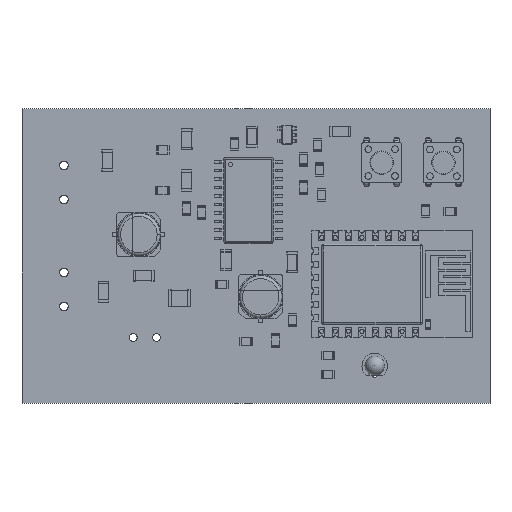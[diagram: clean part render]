
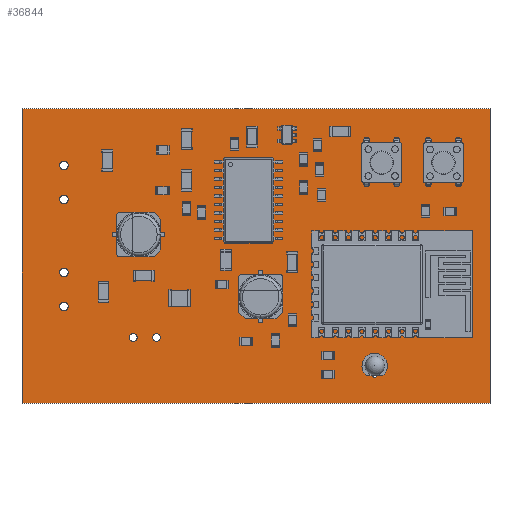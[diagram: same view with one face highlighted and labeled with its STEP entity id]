
A CAD part, top view. The second image highlights one B-rep face of the part: STEP entity #36844.
In plain terms, the highlighted planar face has unit normal (0, 0, 1).
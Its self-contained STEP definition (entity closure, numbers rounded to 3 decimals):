
#36556 = VERTEX_POINT('',#36557);
#36557 = CARTESIAN_POINT('',(210.793,-111.742,1.6));
#36563 = EDGE_CURVE('',#36556,#36564,#36566,.T.);
#36564 = VERTEX_POINT('',#36565);
#36565 = CARTESIAN_POINT('',(140.793,-111.742,1.6));
#36566 = LINE('',#36567,#36568);
#36567 = CARTESIAN_POINT('',(210.793,-111.742,1.6));
#36568 = VECTOR('',#36569,1.);
#36569 = DIRECTION('',(-1.,0.,0.));
#36596 = VERTEX_POINT('',#36597);
#36597 = CARTESIAN_POINT('',(210.793,-67.742,1.6));
#36603 = EDGE_CURVE('',#36596,#36556,#36604,.T.);
#36604 = LINE('',#36605,#36606);
#36605 = CARTESIAN_POINT('',(210.793,-67.742,1.6));
#36606 = VECTOR('',#36607,1.);
#36607 = DIRECTION('',(0.,-1.,0.));
#36625 = EDGE_CURVE('',#36564,#36626,#36628,.T.);
#36626 = VERTEX_POINT('',#36627);
#36627 = CARTESIAN_POINT('',(140.793,-67.742,1.6));
#36628 = LINE('',#36629,#36630);
#36629 = CARTESIAN_POINT('',(140.793,-111.742,1.6));
#36630 = VECTOR('',#36631,1.);
#36631 = DIRECTION('',(0.,1.,0.));
#36844 = ADVANCED_FACE('',(#36845,#36856,#36867,#36878,#36889,#36900,
    #36911,#36922,#36933,#36944,#36955,#36966,#36977,#36988,#36999,
    #37010,#37021),#37032,.T.);
#36845 = FACE_BOUND('',#36846,.T.);
#36846 = EDGE_LOOP('',(#36847,#36848,#36849,#36855));
#36847 = ORIENTED_EDGE('',*,*,#36563,.F.);
#36848 = ORIENTED_EDGE('',*,*,#36603,.F.);
#36849 = ORIENTED_EDGE('',*,*,#36850,.F.);
#36850 = EDGE_CURVE('',#36626,#36596,#36851,.T.);
#36851 = LINE('',#36852,#36853);
#36852 = CARTESIAN_POINT('',(140.793,-67.742,1.6));
#36853 = VECTOR('',#36854,1.);
#36854 = DIRECTION('',(1.,0.,0.));
#36855 = ORIENTED_EDGE('',*,*,#36625,.F.);
#36856 = FACE_BOUND('',#36857,.T.);
#36857 = EDGE_LOOP('',(#36858));
#36858 = ORIENTED_EDGE('',*,*,#36859,.T.);
#36859 = EDGE_CURVE('',#36860,#36860,#36862,.T.);
#36860 = VERTEX_POINT('',#36861);
#36861 = CARTESIAN_POINT('',(157.409,-102.53,1.6));
#36862 = CIRCLE('',#36863,0.6);
#36863 = AXIS2_PLACEMENT_3D('',#36864,#36865,#36866);
#36864 = CARTESIAN_POINT('',(157.409,-101.93,1.6));
#36865 = DIRECTION('',(-0.,0.,-1.));
#36866 = DIRECTION('',(-0.,-1.,0.));
#36867 = FACE_BOUND('',#36868,.T.);
#36868 = EDGE_LOOP('',(#36869));
#36869 = ORIENTED_EDGE('',*,*,#36870,.T.);
#36870 = EDGE_CURVE('',#36871,#36871,#36873,.T.);
#36871 = VERTEX_POINT('',#36872);
#36872 = CARTESIAN_POINT('',(160.909,-102.53,1.6));
#36873 = CIRCLE('',#36874,0.6);
#36874 = AXIS2_PLACEMENT_3D('',#36875,#36876,#36877);
#36875 = CARTESIAN_POINT('',(160.909,-101.93,1.6));
#36876 = DIRECTION('',(-0.,0.,-1.));
#36877 = DIRECTION('',(-0.,-1.,0.));
#36878 = FACE_BOUND('',#36879,.T.);
#36879 = EDGE_LOOP('',(#36880));
#36880 = ORIENTED_EDGE('',*,*,#36881,.T.);
#36881 = EDGE_CURVE('',#36882,#36882,#36884,.T.);
#36882 = VERTEX_POINT('',#36883);
#36883 = CARTESIAN_POINT('',(147.061,-97.927,1.6));
#36884 = CIRCLE('',#36885,0.65);
#36885 = AXIS2_PLACEMENT_3D('',#36886,#36887,#36888);
#36886 = CARTESIAN_POINT('',(147.061,-97.277,1.6));
#36887 = DIRECTION('',(-0.,0.,-1.));
#36888 = DIRECTION('',(-0.,-1.,0.));
#36889 = FACE_BOUND('',#36890,.T.);
#36890 = EDGE_LOOP('',(#36891));
#36891 = ORIENTED_EDGE('',*,*,#36892,.T.);
#36892 = EDGE_CURVE('',#36893,#36893,#36895,.T.);
#36893 = VERTEX_POINT('',#36894);
#36894 = CARTESIAN_POINT('',(147.061,-92.847,1.6));
#36895 = CIRCLE('',#36896,0.65);
#36896 = AXIS2_PLACEMENT_3D('',#36897,#36898,#36899);
#36897 = CARTESIAN_POINT('',(147.061,-92.197,1.6));
#36898 = DIRECTION('',(-0.,0.,-1.));
#36899 = DIRECTION('',(-0.,-1.,0.));
#36900 = FACE_BOUND('',#36901,.T.);
#36901 = EDGE_LOOP('',(#36902));
#36902 = ORIENTED_EDGE('',*,*,#36903,.T.);
#36903 = EDGE_CURVE('',#36904,#36904,#36906,.T.);
#36904 = VERTEX_POINT('',#36905);
#36905 = CARTESIAN_POINT('',(193.543,-107.887,1.6));
#36906 = CIRCLE('',#36907,0.45);
#36907 = AXIS2_PLACEMENT_3D('',#36908,#36909,#36910);
#36908 = CARTESIAN_POINT('',(193.543,-107.437,1.6));
#36909 = DIRECTION('',(-0.,0.,-1.));
#36910 = DIRECTION('',(0.,-1.,0.));
#36911 = FACE_BOUND('',#36912,.T.);
#36912 = EDGE_LOOP('',(#36913));
#36913 = ORIENTED_EDGE('',*,*,#36914,.T.);
#36914 = EDGE_CURVE('',#36915,#36915,#36917,.T.);
#36915 = VERTEX_POINT('',#36916);
#36916 = CARTESIAN_POINT('',(193.543,-105.347,1.6));
#36917 = CIRCLE('',#36918,0.45);
#36918 = AXIS2_PLACEMENT_3D('',#36919,#36920,#36921);
#36919 = CARTESIAN_POINT('',(193.543,-104.897,1.6));
#36920 = DIRECTION('',(-0.,0.,-1.));
#36921 = DIRECTION('',(0.,-1.,0.));
#36922 = FACE_BOUND('',#36923,.T.);
#36923 = EDGE_LOOP('',(#36924));
#36924 = ORIENTED_EDGE('',*,*,#36925,.T.);
#36925 = EDGE_CURVE('',#36926,#36926,#36928,.T.);
#36926 = VERTEX_POINT('',#36927);
#36927 = CARTESIAN_POINT('',(147.061,-81.925,1.6));
#36928 = CIRCLE('',#36929,0.65);
#36929 = AXIS2_PLACEMENT_3D('',#36930,#36931,#36932);
#36930 = CARTESIAN_POINT('',(147.061,-81.275,1.6));
#36931 = DIRECTION('',(-0.,0.,-1.));
#36932 = DIRECTION('',(-0.,-1.,0.));
#36933 = FACE_BOUND('',#36934,.T.);
#36934 = EDGE_LOOP('',(#36935));
#36935 = ORIENTED_EDGE('',*,*,#36936,.T.);
#36936 = EDGE_CURVE('',#36937,#36937,#36939,.T.);
#36937 = VERTEX_POINT('',#36938);
#36938 = CARTESIAN_POINT('',(147.061,-76.845,1.6));
#36939 = CIRCLE('',#36940,0.65);
#36940 = AXIS2_PLACEMENT_3D('',#36941,#36942,#36943);
#36941 = CARTESIAN_POINT('',(147.061,-76.195,1.6));
#36942 = DIRECTION('',(-0.,0.,-1.));
#36943 = DIRECTION('',(-0.,-1.,0.));
#36944 = FACE_BOUND('',#36945,.T.);
#36945 = EDGE_LOOP('',(#36946));
#36946 = ORIENTED_EDGE('',*,*,#36947,.T.);
#36947 = EDGE_CURVE('',#36948,#36948,#36950,.T.);
#36948 = VERTEX_POINT('',#36949);
#36949 = CARTESIAN_POINT('',(192.345,-79.387,1.6));
#36950 = CIRCLE('',#36951,0.45);
#36951 = AXIS2_PLACEMENT_3D('',#36952,#36953,#36954);
#36952 = CARTESIAN_POINT('',(192.345,-78.937,1.6));
#36953 = DIRECTION('',(-0.,0.,-1.));
#36954 = DIRECTION('',(0.,-1.,-0.));
#36955 = FACE_BOUND('',#36956,.T.);
#36956 = EDGE_LOOP('',(#36957));
#36957 = ORIENTED_EDGE('',*,*,#36958,.T.);
#36958 = EDGE_CURVE('',#36959,#36959,#36961,.T.);
#36959 = VERTEX_POINT('',#36960);
#36960 = CARTESIAN_POINT('',(196.845,-79.387,1.6));
#36961 = CIRCLE('',#36962,0.45);
#36962 = AXIS2_PLACEMENT_3D('',#36963,#36964,#36965);
#36963 = CARTESIAN_POINT('',(196.845,-78.937,1.6));
#36964 = DIRECTION('',(-0.,0.,-1.));
#36965 = DIRECTION('',(0.,-1.,-0.));
#36966 = FACE_BOUND('',#36967,.T.);
#36967 = EDGE_LOOP('',(#36968));
#36968 = ORIENTED_EDGE('',*,*,#36969,.T.);
#36969 = EDGE_CURVE('',#36970,#36970,#36972,.T.);
#36970 = VERTEX_POINT('',#36971);
#36971 = CARTESIAN_POINT('',(201.574,-79.416,1.6));
#36972 = CIRCLE('',#36973,0.45);
#36973 = AXIS2_PLACEMENT_3D('',#36974,#36975,#36976);
#36974 = CARTESIAN_POINT('',(201.574,-78.966,1.6));
#36975 = DIRECTION('',(-0.,0.,-1.));
#36976 = DIRECTION('',(0.,-1.,0.));
#36977 = FACE_BOUND('',#36978,.T.);
#36978 = EDGE_LOOP('',(#36979));
#36979 = ORIENTED_EDGE('',*,*,#36980,.T.);
#36980 = EDGE_CURVE('',#36981,#36981,#36983,.T.);
#36981 = VERTEX_POINT('',#36982);
#36982 = CARTESIAN_POINT('',(206.074,-79.416,1.6));
#36983 = CIRCLE('',#36984,0.45);
#36984 = AXIS2_PLACEMENT_3D('',#36985,#36986,#36987);
#36985 = CARTESIAN_POINT('',(206.074,-78.966,1.6));
#36986 = DIRECTION('',(-0.,0.,-1.));
#36987 = DIRECTION('',(0.,-1.,0.));
#36988 = FACE_BOUND('',#36989,.T.);
#36989 = EDGE_LOOP('',(#36990));
#36990 = ORIENTED_EDGE('',*,*,#36991,.T.);
#36991 = EDGE_CURVE('',#36992,#36992,#36994,.T.);
#36992 = VERTEX_POINT('',#36993);
#36993 = CARTESIAN_POINT('',(192.345,-72.887,1.6));
#36994 = CIRCLE('',#36995,0.45);
#36995 = AXIS2_PLACEMENT_3D('',#36996,#36997,#36998);
#36996 = CARTESIAN_POINT('',(192.345,-72.437,1.6));
#36997 = DIRECTION('',(-0.,0.,-1.));
#36998 = DIRECTION('',(0.,-1.,-0.));
#36999 = FACE_BOUND('',#37000,.T.);
#37000 = EDGE_LOOP('',(#37001));
#37001 = ORIENTED_EDGE('',*,*,#37002,.T.);
#37002 = EDGE_CURVE('',#37003,#37003,#37005,.T.);
#37003 = VERTEX_POINT('',#37004);
#37004 = CARTESIAN_POINT('',(196.845,-72.887,1.6));
#37005 = CIRCLE('',#37006,0.45);
#37006 = AXIS2_PLACEMENT_3D('',#37007,#37008,#37009);
#37007 = CARTESIAN_POINT('',(196.845,-72.437,1.6));
#37008 = DIRECTION('',(-0.,0.,-1.));
#37009 = DIRECTION('',(0.,-1.,-0.));
#37010 = FACE_BOUND('',#37011,.T.);
#37011 = EDGE_LOOP('',(#37012));
#37012 = ORIENTED_EDGE('',*,*,#37013,.T.);
#37013 = EDGE_CURVE('',#37014,#37014,#37016,.T.);
#37014 = VERTEX_POINT('',#37015);
#37015 = CARTESIAN_POINT('',(201.574,-72.916,1.6));
#37016 = CIRCLE('',#37017,0.45);
#37017 = AXIS2_PLACEMENT_3D('',#37018,#37019,#37020);
#37018 = CARTESIAN_POINT('',(201.574,-72.466,1.6));
#37019 = DIRECTION('',(-0.,0.,-1.));
#37020 = DIRECTION('',(0.,-1.,0.));
#37021 = FACE_BOUND('',#37022,.T.);
#37022 = EDGE_LOOP('',(#37023));
#37023 = ORIENTED_EDGE('',*,*,#37024,.T.);
#37024 = EDGE_CURVE('',#37025,#37025,#37027,.T.);
#37025 = VERTEX_POINT('',#37026);
#37026 = CARTESIAN_POINT('',(206.074,-72.916,1.6));
#37027 = CIRCLE('',#37028,0.45);
#37028 = AXIS2_PLACEMENT_3D('',#37029,#37030,#37031);
#37029 = CARTESIAN_POINT('',(206.074,-72.466,1.6));
#37030 = DIRECTION('',(-0.,0.,-1.));
#37031 = DIRECTION('',(0.,-1.,0.));
#37032 = PLANE('',#37033);
#37033 = AXIS2_PLACEMENT_3D('',#37034,#37035,#37036);
#37034 = CARTESIAN_POINT('',(0.,0.,1.6));
#37035 = DIRECTION('',(0.,0.,1.));
#37036 = DIRECTION('',(1.,0.,-0.));
